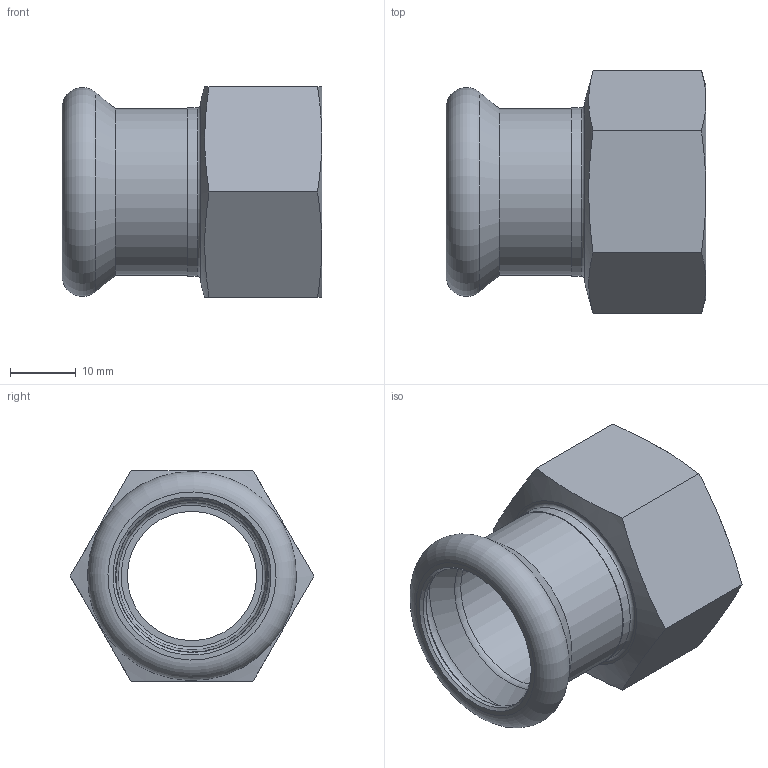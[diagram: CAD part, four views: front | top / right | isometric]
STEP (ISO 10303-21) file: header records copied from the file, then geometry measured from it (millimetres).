
FILE_DESCRIPTION(/* description */ (''),/* implementation_level */ '2;1');
FILE_NAME(/* name */ '41806.stp',/* time_stamp */ '2023-09-08T11:05:36+02:00',/* author */ ('JANAN'),/* organization */ (''),/* preprocessor_version */ 'ST-DEVELOPER v19.2',/* originating_system */ 'Autodesk Inventor 2023',/* authorisation */ '');
FILE_SCHEMA (('AUTOMOTIVE_DESIGN { 1 0 10303 214 3 1 1 }'));
Length unit declared in the file: millimetre
Products named in the file (1): tmp22C6.tmp
Bounding box: 39.4 x 36.95 x 32 mm (x, y, z)
Volume: 10790.9 mm3; surface area: 8119.8 mm2
Topology: 1 solids, 1 shells, 39 faces, 79 edges, 48 vertices
Faces by surface type: plane 14, cone 12, cylinder 7, torus 6
Full cylindrical faces by diameter (mm): 19.6 x1, 22.4 x1, 22.5 x1, 23.2 x1, 24.117 x1, 25.3 x1, 25.5 x1
Entity records: 1151 total; most frequent: CARTESIAN_POINT 259, DIRECTION 181, ORIENTED_EDGE 158, AXIS2_PLACEMENT_3D 81, EDGE_CURVE 79, VERTEX_POINT 48, EDGE_LOOP 47, CIRCLE 41
